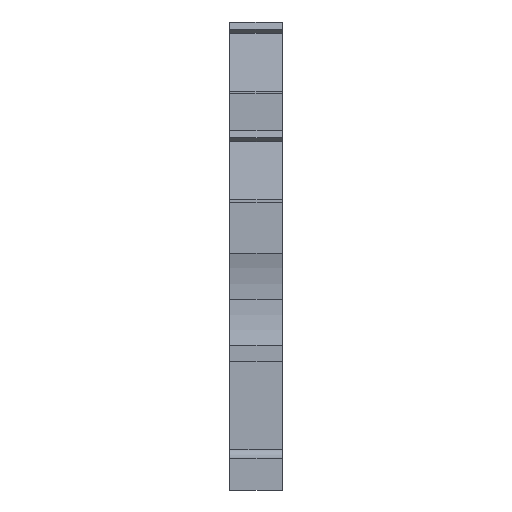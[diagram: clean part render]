
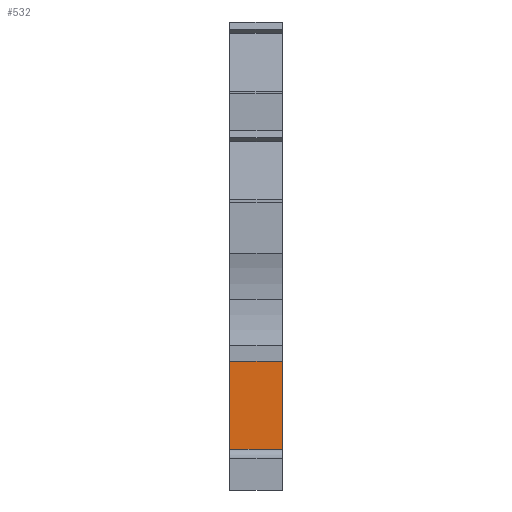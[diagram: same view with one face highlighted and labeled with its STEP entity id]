
A CAD part, front view. The second image highlights one B-rep face of the part: STEP entity #532.
In plain terms, the highlighted planar face has unit normal (0, -1, 0).
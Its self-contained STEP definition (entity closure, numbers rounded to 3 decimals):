
#532=ADVANCED_FACE('',(#1132),#1133,.F.);
#1132=FACE_OUTER_BOUND('',#1796,.T.);
#1133=PLANE('',#1797);
#1796=EDGE_LOOP('',(#3464,#3465,#3466,#3467,#3468,#3469));
#1797=AXIS2_PLACEMENT_3D('',#3470,#3471,#3472);
#3464=ORIENTED_EDGE('',*,*,#4731,.T.);
#3465=ORIENTED_EDGE('',*,*,#4327,.F.);
#3466=ORIENTED_EDGE('',*,*,#4721,.F.);
#3467=ORIENTED_EDGE('',*,*,#4723,.F.);
#3468=ORIENTED_EDGE('',*,*,#4729,.F.);
#3469=ORIENTED_EDGE('',*,*,#4269,.T.);
#3470=CARTESIAN_POINT('',(5.15,3.6,2.5));
#3471=DIRECTION('',(0.,1.0,0.));
#3472=DIRECTION('',(1.0,0.,0.));
#4269=EDGE_CURVE('',#5243,#5241,#5244,.T.);
#4327=EDGE_CURVE('',#5334,#5336,#5337,.T.);
#4721=EDGE_CURVE('',#5886,#5334,#5888,.T.);
#4723=EDGE_CURVE('',#5890,#5886,#5891,.T.);
#4729=EDGE_CURVE('',#5243,#5890,#5899,.T.);
#4731=EDGE_CURVE('',#5241,#5336,#5901,.T.);
#5241=VERTEX_POINT('',#7475);
#5243=VERTEX_POINT('',#7478);
#5244=LINE('',#7479,#7480);
#5334=VERTEX_POINT('',#7882);
#5336=VERTEX_POINT('',#7885);
#5337=LINE('',#7886,#7887);
#5886=VERTEX_POINT('',#9539);
#5888=LINE('',#9542,#9543);
#5890=VERTEX_POINT('',#9545);
#5891=LINE('',#9546,#9547);
#5899=LINE('',#9558,#9559);
#5901=LINE('',#9561,#9562);
#7475=CARTESIAN_POINT('',(5.15,3.6,12.6));
#7478=CARTESIAN_POINT('',(5.15,3.6,1.5));
#7479=CARTESIAN_POINT('',(5.15,3.6,-11.673));
#7480=VECTOR('',#10532,1.0);
#7882=CARTESIAN_POINT('',(0.0,3.6,4.));
#7885=CARTESIAN_POINT('',(0.0,3.6,12.6));
#7886=CARTESIAN_POINT('',(0.0,3.6,-11.673));
#7887=VECTOR('',#10591,1.0);
#9539=CARTESIAN_POINT('',(1.0,3.6,4.));
#9542=CARTESIAN_POINT('',(5.15,3.6,4.));
#9543=VECTOR('',#10889,1.0);
#9545=CARTESIAN_POINT('',(1.0,3.6,1.5));
#9546=CARTESIAN_POINT('',(1.0,3.6,6.5));
#9547=VECTOR('',#10890,1.0);
#9558=CARTESIAN_POINT('',(5.15,3.6,1.5));
#9559=VECTOR('',#10897,1.0);
#9561=CARTESIAN_POINT('',(5.15,3.6,12.6));
#9562=VECTOR('',#10898,1.0);
#10532=DIRECTION('',(0.,0.,1.0));
#10591=DIRECTION('',(0.,0.,1.0));
#10889=DIRECTION('',(-1.0,0.,0.));
#10890=DIRECTION('',(0.,0.,1.0));
#10897=DIRECTION('',(-1.0,0.,0.));
#10898=DIRECTION('',(-1.0,0.,0.));
